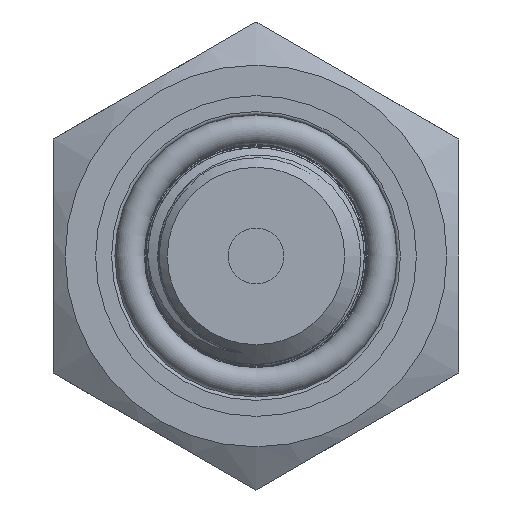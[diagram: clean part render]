
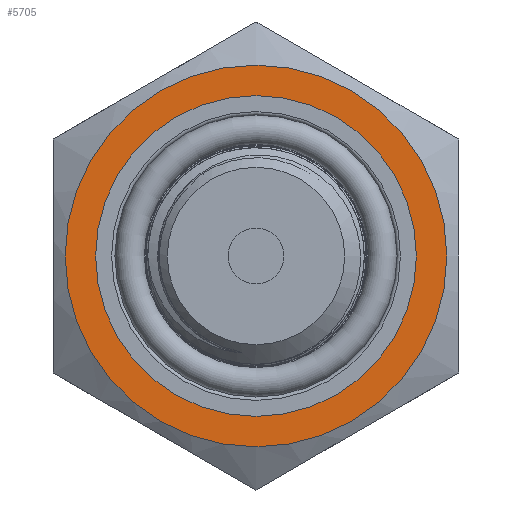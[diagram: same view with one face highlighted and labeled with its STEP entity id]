
A CAD part, left-side view. The second image highlights one B-rep face of the part: STEP entity #5705.
In plain terms, the highlighted planar face has unit normal (-1, 0, 0).
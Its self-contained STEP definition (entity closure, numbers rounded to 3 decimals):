
#305=FACE_BOUND('',#1021,.T.);
#341=PLANE('',#5911);
#668=FACE_OUTER_BOUND('',#1020,.T.);
#1020=EDGE_LOOP('',(#5206));
#1021=EDGE_LOOP('',(#5207));
#1105=CIRCLE('',#5890,11.3);
#1113=CIRCLE('',#5910,9.5);
#2695=VERTEX_POINT('',#13074);
#2720=VERTEX_POINT('',#16915);
#3513=EDGE_CURVE('',#2695,#2695,#1105,.T.);
#3557=EDGE_CURVE('',#2720,#2720,#1113,.T.);
#5206=ORIENTED_EDGE('',*,*,#3513,.T.);
#5207=ORIENTED_EDGE('',*,*,#3557,.T.);
#5705=ADVANCED_FACE('',(#668,#305),#341,.T.);
#5890=AXIS2_PLACEMENT_3D('',#13075,#6460,#6461);
#5910=AXIS2_PLACEMENT_3D('',#16916,#6508,#6509);
#5911=AXIS2_PLACEMENT_3D('',#16918,#6511,#6512);
#6460=DIRECTION('center_axis',(-1.,0.,0.));
#6461=DIRECTION('ref_axis',(0.,1.,0.));
#6508=DIRECTION('center_axis',(1.,0.,0.));
#6509=DIRECTION('ref_axis',(0.,0.,-1.));
#6511=DIRECTION('center_axis',(-1.,0.,0.));
#6512=DIRECTION('ref_axis',(0.,0.,1.));
#13074=CARTESIAN_POINT('',(14.,-11.3,0.));
#13075=CARTESIAN_POINT('Origin',(14.,0.,0.));
#16915=CARTESIAN_POINT('',(14.,-9.5,0.));
#16916=CARTESIAN_POINT('Origin',(14.,0.,0.));
#16918=CARTESIAN_POINT('Origin',(14.,12.,0.));
